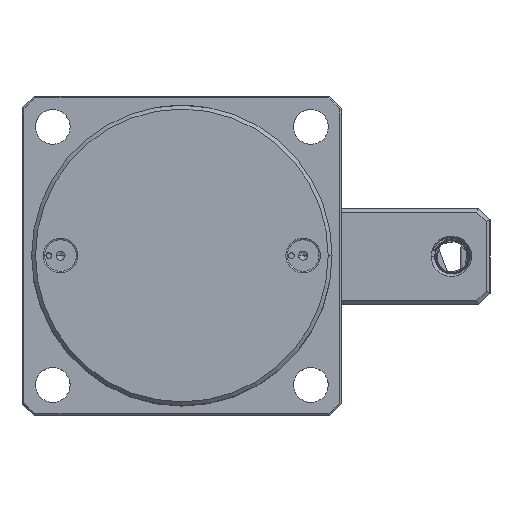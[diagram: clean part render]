
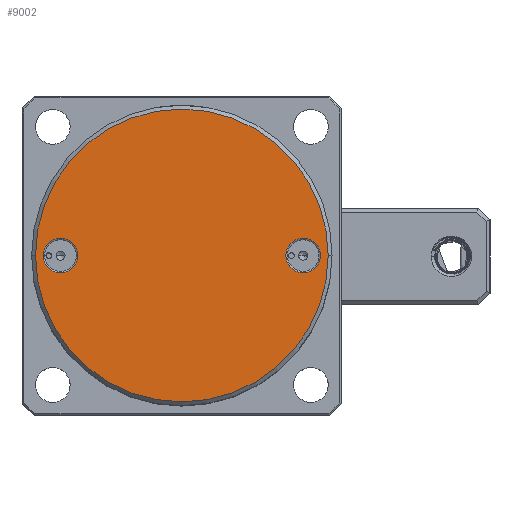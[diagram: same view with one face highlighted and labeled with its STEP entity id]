
A CAD part, top view. The second image highlights one B-rep face of the part: STEP entity #9002.
In plain terms, the highlighted planar face has unit normal (0, 0, 1).
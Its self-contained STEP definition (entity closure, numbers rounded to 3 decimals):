
#103 = CARTESIAN_POINT ( 'NONE',  ( 36., 0., 90. ) ) ;
#450 = CARTESIAN_POINT ( 'NONE',  ( -36., 0., 90. ) ) ;
#615 = VERTEX_POINT ( 'NONE', #17206 ) ;
#689 = FACE_BOUND ( 'NONE', #21404, .T. ) ;
#908 = VERTEX_POINT ( 'NONE', #20081 ) ;
#1016 = CARTESIAN_POINT ( 'NONE',  ( -27., 0., 90. ) ) ;
#1101 = ORIENTED_EDGE ( 'NONE', *, *, #21129, .F. ) ;
#1291 = AXIS2_PLACEMENT_3D ( 'NONE', #21589, #21570, #21545 ) ;
#1311 = FACE_BOUND ( 'NONE', #23560, .T. ) ;
#1653 = ORIENTED_EDGE ( 'NONE', *, *, #5048, .T. ) ;
#2121 = ORIENTED_EDGE ( 'NONE', *, *, #13538, .F. ) ;
#2325 = CIRCLE ( 'NONE', #1291, 38. ) ;
#2333 = CIRCLE ( 'NONE', #9212, 4.5 ) ;
#4834 = ORIENTED_EDGE ( 'NONE', *, *, #14812, .T. ) ;
#5048 = EDGE_CURVE ( 'NONE', #5910, #5986, #22404, .T. ) ;
#5178 = ORIENTED_EDGE ( 'NONE', *, *, #20096, .T. ) ;
#5910 = VERTEX_POINT ( 'NONE', #450 ) ;
#5986 = VERTEX_POINT ( 'NONE', #1016 ) ;
#6436 = AXIS2_PLACEMENT_3D ( 'NONE', #16287, #16254, #16234 ) ;
#6887 = DIRECTION ( 'NONE',  ( 1., 0., 0. ) ) ;
#6917 = DIRECTION ( 'NONE',  ( 0., 0., -1. ) ) ;
#6921 = CARTESIAN_POINT ( 'NONE',  ( 31.5, 0., 90. ) ) ;
#7048 = ORIENTED_EDGE ( 'NONE', *, *, #17810, .T. ) ;
#7337 = CIRCLE ( 'NONE', #6436, 38. ) ;
#7967 = VERTEX_POINT ( 'NONE', #20333 ) ;
#9002 = ADVANCED_FACE ( 'NONE', ( #1311, #689, #21307 ), #20087, .T. ) ;
#9212 = AXIS2_PLACEMENT_3D ( 'NONE', #6921, #6917, #6887 ) ;
#10914 = CIRCLE ( 'NONE', #11783, 4.5 ) ;
#11033 = DIRECTION ( 'NONE',  ( 1., 0., 0. ) ) ;
#11049 = DIRECTION ( 'NONE',  ( 0., 0., -1. ) ) ;
#11061 = CARTESIAN_POINT ( 'NONE',  ( 31.5, 0., 90. ) ) ;
#11783 = AXIS2_PLACEMENT_3D ( 'NONE', #17377, #17323, #17294 ) ;
#12376 = AXIS2_PLACEMENT_3D ( 'NONE', #20199, #19840, #19797 ) ;
#13538 = EDGE_CURVE ( 'NONE', #7967, #908, #2325, .T. ) ;
#13847 = AXIS2_PLACEMENT_3D ( 'NONE', #11061, #11049, #11033 ) ;
#14465 = EDGE_LOOP ( 'NONE', ( #1101, #2121 ) ) ;
#14812 = EDGE_CURVE ( 'NONE', #5986, #5910, #10914, .T. ) ;
#15580 = AXIS2_PLACEMENT_3D ( 'NONE', #24643, #24573, #24549 ) ;
#16234 = DIRECTION ( 'NONE',  ( -1., 0., 0. ) ) ;
#16254 = DIRECTION ( 'NONE',  ( 0., 0., -1. ) ) ;
#16287 = CARTESIAN_POINT ( 'NONE',  ( 0., 0., 90. ) ) ;
#16911 = CIRCLE ( 'NONE', #13847, 4.5 ) ;
#17206 = CARTESIAN_POINT ( 'NONE',  ( 27., 0., 90. ) ) ;
#17294 = DIRECTION ( 'NONE',  ( 1., 0., 0. ) ) ;
#17323 = DIRECTION ( 'NONE',  ( 0., 0., -1. ) ) ;
#17377 = CARTESIAN_POINT ( 'NONE',  ( -31.5, 0., 90. ) ) ;
#17810 = EDGE_CURVE ( 'NONE', #18414, #615, #2333, .T. ) ;
#18414 = VERTEX_POINT ( 'NONE', #103 ) ;
#19797 = DIRECTION ( 'NONE',  ( 1., 0., 0. ) ) ;
#19840 = DIRECTION ( 'NONE',  ( 0., 0., 1. ) ) ;
#20081 = CARTESIAN_POINT ( 'NONE',  ( -38., 0., 90. ) ) ;
#20087 = PLANE ( 'NONE',  #12376 ) ;
#20096 = EDGE_CURVE ( 'NONE', #615, #18414, #16911, .T. ) ;
#20199 = CARTESIAN_POINT ( 'NONE',  ( 0., 0., 90. ) ) ;
#20333 = CARTESIAN_POINT ( 'NONE',  ( 38., 0., 90. ) ) ;
#21129 = EDGE_CURVE ( 'NONE', #908, #7967, #7337, .T. ) ;
#21307 = FACE_OUTER_BOUND ( 'NONE', #14465, .T. ) ;
#21404 = EDGE_LOOP ( 'NONE', ( #7048, #5178 ) ) ;
#21545 = DIRECTION ( 'NONE',  ( -1., 0., 0. ) ) ;
#21570 = DIRECTION ( 'NONE',  ( 0., 0., -1. ) ) ;
#21589 = CARTESIAN_POINT ( 'NONE',  ( 0., 0., 90. ) ) ;
#22404 = CIRCLE ( 'NONE', #15580, 4.5 ) ;
#23560 = EDGE_LOOP ( 'NONE', ( #4834, #1653 ) ) ;
#24549 = DIRECTION ( 'NONE',  ( 1., 0., 0. ) ) ;
#24573 = DIRECTION ( 'NONE',  ( 0., 0., -1. ) ) ;
#24643 = CARTESIAN_POINT ( 'NONE',  ( -31.5, 0., 90. ) ) ;
